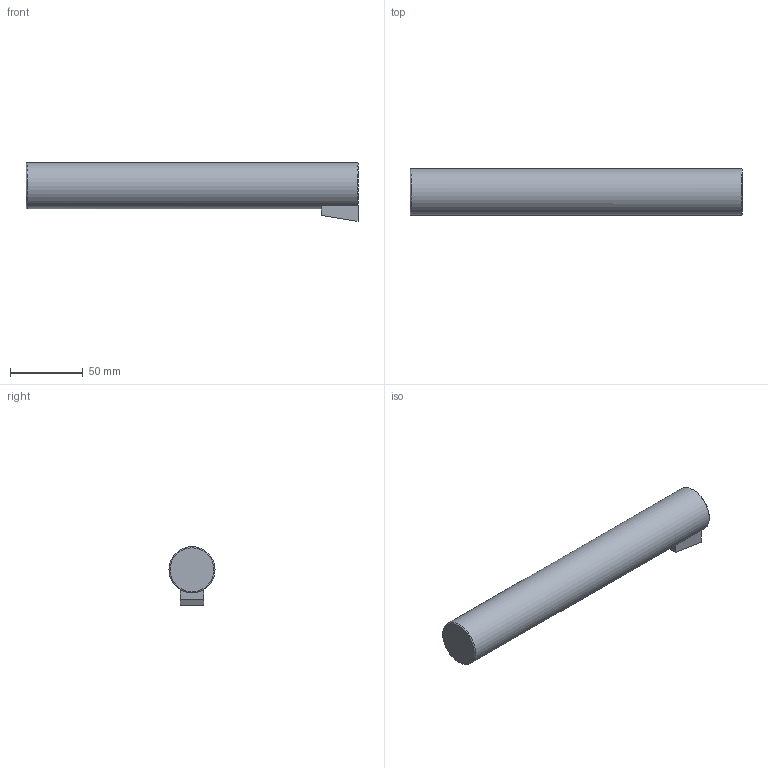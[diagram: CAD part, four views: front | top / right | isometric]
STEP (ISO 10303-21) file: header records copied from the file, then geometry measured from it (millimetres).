
FILE_DESCRIPTION(/* description */ (''),/* implementation_level */ '2;1');
FILE_NAME(/* name */ 'T58L.stp',/* time_stamp */ '2021-12-14T15:54:42-07:00',/* author */ ('shane'),/* organization */ (''),/* preprocessor_version */ 'ST-DEVELOPER v18.1',/* originating_system */ 'Autodesk Inventor 2022',/* authorisation */ '');
FILE_SCHEMA (('AUTOMOTIVE_DESIGN { 1 0 10303 214 3 1 1 }'));
Length unit declared in the file: inch
Products named in the file (1): T58L
Bounding box: 228.6 x 31.75 x 40.39 mm (x, y, z)
Volume: 183937.8 mm3; surface area: 25003.4 mm2
Topology: 1 solids, 1 shells, 9 faces, 21 edges, 14 vertices
Faces by surface type: plane 6, torus 2, cylinder 1
Full cylindrical faces by diameter (mm): 31.75 x1
Entity records: 320 total; most frequent: CARTESIAN_POINT 63, DIRECTION 47, ORIENTED_EDGE 42, EDGE_CURVE 21, AXIS2_PLACEMENT_3D 18, VERTEX_POINT 14, LINE 11, VECTOR 11
